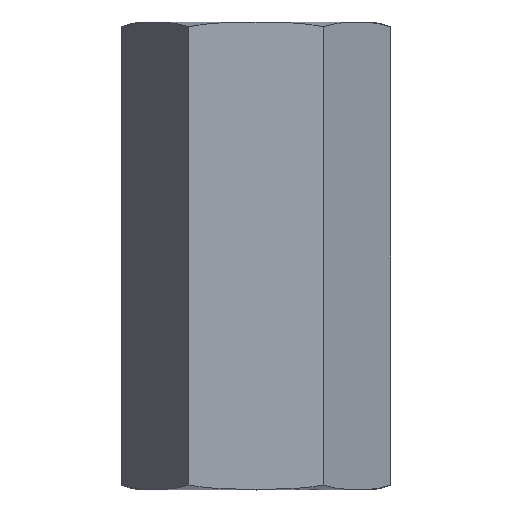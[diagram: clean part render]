
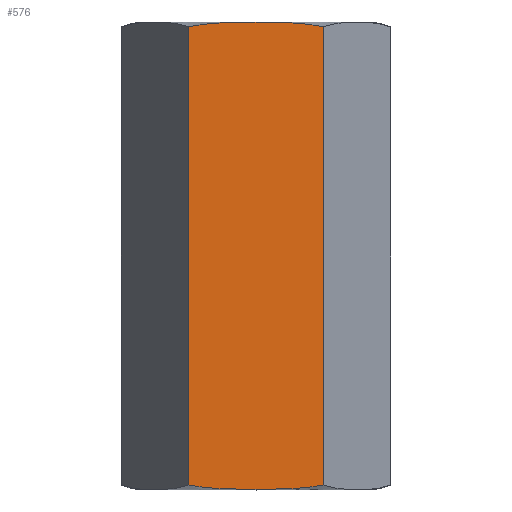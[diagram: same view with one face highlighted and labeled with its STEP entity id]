
A CAD part, top view. The second image highlights one B-rep face of the part: STEP entity #576.
In plain terms, the highlighted planar face has unit normal (0, 0, 1).
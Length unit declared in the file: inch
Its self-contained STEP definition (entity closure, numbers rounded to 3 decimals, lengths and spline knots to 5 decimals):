
#9 = EDGE_CURVE ( 'NONE', #746, #730, #311, .T. ) ;
#15 = EDGE_CURVE ( 'NONE', #261, #35, #774, .T. ) ;
#21 = CARTESIAN_POINT ( 'NONE',  ( -0.06025, 0.24748, 0.125 ) ) ;
#25 = DIRECTION ( 'NONE',  ( -1., 0., 0. ) ) ;
#35 = VERTEX_POINT ( 'NONE', #234 ) ;
#63 = CARTESIAN_POINT ( 'NONE',  ( -0.07217, -0.245, 0.125 ) ) ;
#82 = LINE ( 'NONE', #94, #352 ) ;
#94 = CARTESIAN_POINT ( 'NONE',  ( -0.07217, 0.25, 0.125 ) ) ;
#100 = VERTEX_POINT ( 'NONE', #63 ) ;
#110 = CARTESIAN_POINT ( 'NONE',  ( -0.04824, 0.24853, 0.125 ) ) ;
#129 = CARTESIAN_POINT ( 'NONE',  ( 0.04824, 0.24853, 0.125 ) ) ;
#130 = CARTESIAN_POINT ( 'NONE',  ( 0.07217, 0.25, 0.125 ) ) ;
#138 = B_SPLINE_CURVE_WITH_KNOTS ( 'NONE', 3,
 ( #416, #400, #349, #129, #297, #688 ),
 .UNSPECIFIED., .F., .F.,
 ( 4, 2, 4 ),
 ( 0., 0.00092, 0.00184 ),
 .UNSPECIFIED. ) ;
#147 = CARTESIAN_POINT ( 'NONE',  ( -0.07217, 0.245, 0.125 ) ) ;
#153 = CARTESIAN_POINT ( 'NONE',  ( 0., 0.24975, 0.125 ) ) ;
#154 = DIRECTION ( 'NONE',  ( 0., -1., 0. ) ) ;
#191 = FACE_OUTER_BOUND ( 'NONE', #579, .T. ) ;
#208 = EDGE_CURVE ( 'NONE', #35, #100, #466, .T. ) ;
#218 = CARTESIAN_POINT ( 'NONE',  ( 0., -0.24975, 0.125 ) ) ;
#234 = CARTESIAN_POINT ( 'NONE',  ( 0., -0.24975, 0.125 ) ) ;
#261 = VERTEX_POINT ( 'NONE', #503 ) ;
#263 = CARTESIAN_POINT ( 'NONE',  ( 0.07217, -0.245, 0.125 ) ) ;
#270 = CARTESIAN_POINT ( 'NONE',  ( 0.04824, -0.24853, 0.125 ) ) ;
#271 = ORIENTED_EDGE ( 'NONE', *, *, #9, .F. ) ;
#291 = ORIENTED_EDGE ( 'NONE', *, *, #743, .F. ) ;
#292 = VECTOR ( 'NONE', #154, 39.37008 ) ;
#297 = CARTESIAN_POINT ( 'NONE',  ( 0.06025, 0.24748, 0.125 ) ) ;
#311 = B_SPLINE_CURVE_WITH_KNOTS ( 'NONE', 3,
 ( #147, #21, #110, #720, #581, #592 ),
 .UNSPECIFIED., .F., .F.,
 ( 4, 2, 4 ),
 ( -0.00184, -0.00092, 0. ),
 .UNSPECIFIED. ) ;
#333 = CARTESIAN_POINT ( 'NONE',  ( -0.02415, -0.24966, 0.125 ) ) ;
#342 = ORIENTED_EDGE ( 'NONE', *, *, #15, .F. ) ;
#345 = CARTESIAN_POINT ( 'NONE',  ( -0.07217, 0.25, 0.125 ) ) ;
#349 = CARTESIAN_POINT ( 'NONE',  ( 0.02415, 0.24966, 0.125 ) ) ;
#352 = VECTOR ( 'NONE', #769, 39.37008 ) ;
#355 = CARTESIAN_POINT ( 'NONE',  ( 0.02415, -0.24966, 0.125 ) ) ;
#365 = CARTESIAN_POINT ( 'NONE',  ( 0.06025, -0.24748, 0.125 ) ) ;
#387 = EDGE_CURVE ( 'NONE', #746, #100, #82, .T. ) ;
#396 = DIRECTION ( 'NONE',  ( 0., 0., -1. ) ) ;
#400 = CARTESIAN_POINT ( 'NONE',  ( 0.01208, 0.24975, 0.125 ) ) ;
#403 = EDGE_CURVE ( 'NONE', #730, #782, #138, .T. ) ;
#416 = CARTESIAN_POINT ( 'NONE',  ( 0., 0.24975, 0.125 ) ) ;
#429 = LINE ( 'NONE', #130, #292 ) ;
#466 = B_SPLINE_CURVE_WITH_KNOTS ( 'NONE', 3,
 ( #532, #802, #333, #723, #469, #767 ),
 .UNSPECIFIED., .F., .F.,
 ( 4, 2, 4 ),
 ( 0., 0.00092, 0.00184 ),
 .UNSPECIFIED. ) ;
#469 = CARTESIAN_POINT ( 'NONE',  ( -0.06025, -0.24748, 0.125 ) ) ;
#488 = ORIENTED_EDGE ( 'NONE', *, *, #403, .F. ) ;
#503 = CARTESIAN_POINT ( 'NONE',  ( 0.07217, -0.245, 0.125 ) ) ;
#506 = CARTESIAN_POINT ( 'NONE',  ( 0.07217, 0.245, 0.125 ) ) ;
#517 = PLANE ( 'NONE',  #524 ) ;
#524 = AXIS2_PLACEMENT_3D ( 'NONE', #345, #396, #25 ) ;
#532 = CARTESIAN_POINT ( 'NONE',  ( 0., -0.24975, 0.125 ) ) ;
#576 = ADVANCED_FACE ( 'NONE', ( #191 ), #517, .F. ) ;
#579 = EDGE_LOOP ( 'NONE', ( #291, #488, #271, #719, #683, #342 ) ) ;
#581 = CARTESIAN_POINT ( 'NONE',  ( -0.01208, 0.24975, 0.125 ) ) ;
#592 = CARTESIAN_POINT ( 'NONE',  ( 0., 0.24975, 0.125 ) ) ;
#683 = ORIENTED_EDGE ( 'NONE', *, *, #208, .F. ) ;
#688 = CARTESIAN_POINT ( 'NONE',  ( 0.07217, 0.245, 0.125 ) ) ;
#719 = ORIENTED_EDGE ( 'NONE', *, *, #387, .T. ) ;
#720 = CARTESIAN_POINT ( 'NONE',  ( -0.02415, 0.24966, 0.125 ) ) ;
#723 = CARTESIAN_POINT ( 'NONE',  ( -0.04824, -0.24853, 0.125 ) ) ;
#730 = VERTEX_POINT ( 'NONE', #153 ) ;
#743 = EDGE_CURVE ( 'NONE', #782, #261, #429, .T. ) ;
#746 = VERTEX_POINT ( 'NONE', #792 ) ;
#767 = CARTESIAN_POINT ( 'NONE',  ( -0.07217, -0.245, 0.125 ) ) ;
#769 = DIRECTION ( 'NONE',  ( 0., -1., 0. ) ) ;
#774 = B_SPLINE_CURVE_WITH_KNOTS ( 'NONE', 3,
 ( #263, #365, #270, #355, #785, #218 ),
 .UNSPECIFIED., .F., .F.,
 ( 4, 2, 4 ),
 ( -0.00184, -0.00092, 0. ),
 .UNSPECIFIED. ) ;
#782 = VERTEX_POINT ( 'NONE', #506 ) ;
#785 = CARTESIAN_POINT ( 'NONE',  ( 0.01208, -0.24975, 0.125 ) ) ;
#792 = CARTESIAN_POINT ( 'NONE',  ( -0.07217, 0.245, 0.125 ) ) ;
#802 = CARTESIAN_POINT ( 'NONE',  ( -0.01208, -0.24975, 0.125 ) ) ;
